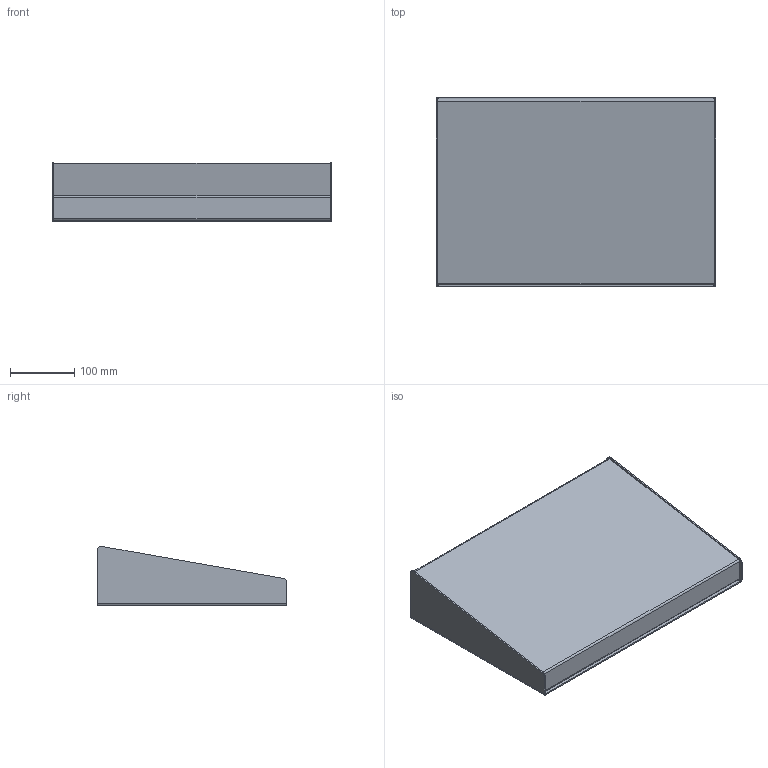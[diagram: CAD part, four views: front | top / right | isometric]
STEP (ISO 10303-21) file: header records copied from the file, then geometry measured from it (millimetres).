
FILE_DESCRIPTION((''),'2;1');
FILE_NAME('1456RL1.stp','2008-03-19T14:47:33',('rboehler'),(''),'Autodesk Inventor 2008','Autodesk Inventor 2008','');
FILE_SCHEMA(('AUTOMOTIVE_DESIGN { 1 0 10303 214 1 1 1 1 }'));
Length unit declared in the file: millimetre
Products named in the file (3): 1456RL1; 1; 2
Assembly tree (2 placements, depth 2):
  1456RL1
    1
    2
Bounding box: 434.82 x 294.87 x 92.03 mm (x, y, z)
Volume: 716197.1 mm3; surface area: 712143.7 mm2
Topology: 2 solids, 2 shells, 380 faces, 1142 edges, 766 vertices
Faces by surface type: plane 344, cylinder 36
Full cylindrical faces by diameter (mm): 2.794 x10, 4.343 x6, 4.801 x4
Entity records: 12906 total; most frequent: CARTESIAN_POINT 2245, ORIENTED_EDGE 2216, DIRECTION 1950, EDGE_CURVE 1108, VECTOR 1036, LINE 1036, VERTEX_POINT 752, EDGE_LOOP 600
